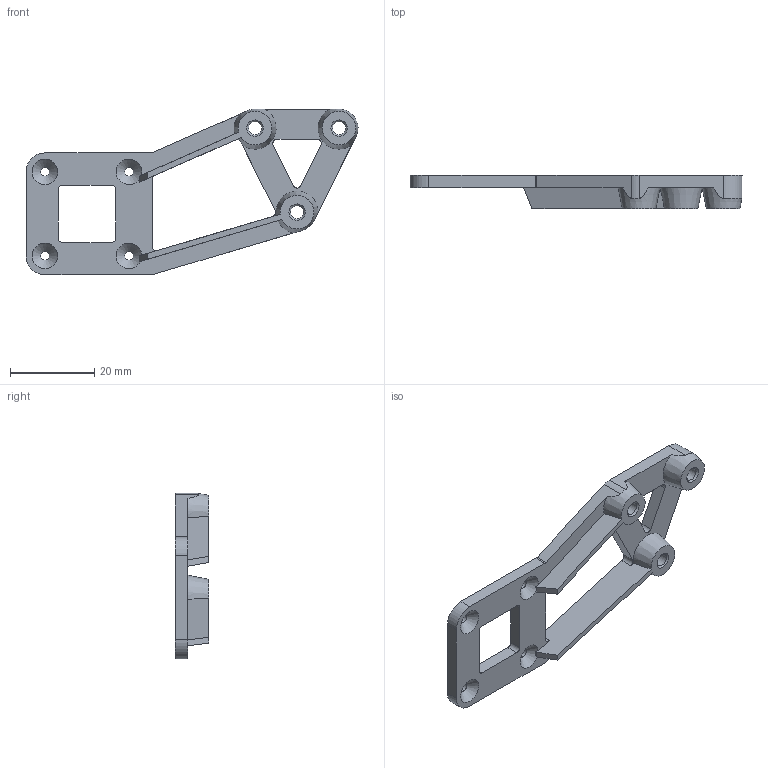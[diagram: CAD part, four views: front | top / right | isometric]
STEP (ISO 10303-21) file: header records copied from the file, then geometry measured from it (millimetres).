
FILE_DESCRIPTION(/* description */ (''),/* implementation_level */ '2;1');
FILE_NAME(/* name */ 'drilling_helper.step',/* time_stamp */ '2017-11-09T14:24:27+01:00',/* author */ (''),/* organization */ (''),/* preprocessor_version */ 'ST-DEVELOPER v16.13',/* originating_system */ 'Autodesk Translation Framework v6.5.0.72',/* authorisation */ '');
FILE_SCHEMA (('AUTOMOTIVE_DESIGN { 1 0 10303 214 3 1 1 }'));
Length unit declared in the file: millimetre
Products named in the file (1): drilling_helper
Bounding box: 79 x 8 x 39.4 mm (x, y, z)
Volume: 5336.3 mm3; surface area: 5183.1 mm2
Topology: 1 solids, 1 shells, 69 faces, 199 edges, 129 vertices
Faces by surface type: plane 31, cylinder 25, cone 13
Full cylindrical faces by diameter (mm): 2.08 x4, 3.1 x3
Entity records: 2349 total; most frequent: CARTESIAN_POINT 447, ORIENTED_EDGE 398, DIRECTION 394, EDGE_CURVE 199, AXIS2_PLACEMENT_3D 142, VERTEX_POINT 129, LINE 110, VECTOR 110
